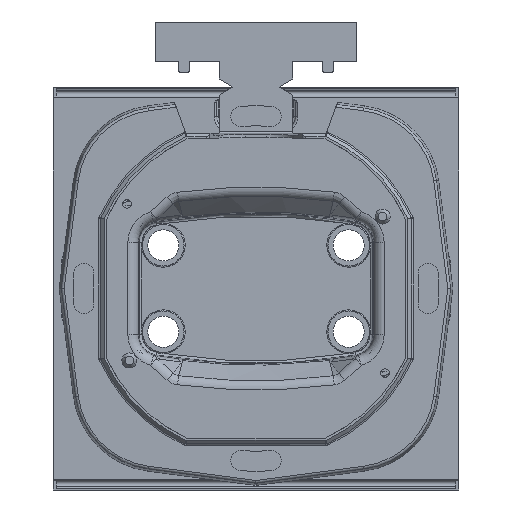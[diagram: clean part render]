
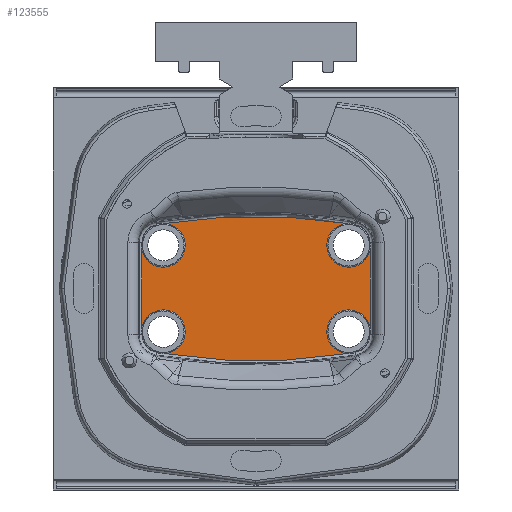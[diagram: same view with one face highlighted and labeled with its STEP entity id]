
A CAD part, front view. The second image highlights one B-rep face of the part: STEP entity #123555.
In plain terms, the highlighted planar face has unit normal (0, -1, 0).
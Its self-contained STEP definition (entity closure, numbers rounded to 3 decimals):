
#99558=CARTESIAN_POINT('',(-16.1,10.4,-7.5));
#99559=DIRECTION('',(0.,1.,0.));
#99560=DIRECTION('',(-0.978,0.,0.21));
#99561=AXIS2_PLACEMENT_3D('',#99558,#99559,#99560);
#99590=DIRECTION('',(0.,0.,1.));
#99591=VECTOR('',#99590,13.407);
#99592=CARTESIAN_POINT('',(-19.816,10.4,-6.704));
#99593=LINE('42681',#99592,#99591);
#99597=CARTESIAN_POINT('',(0.,10.4,-88.34));
#99598=DIRECTION('',(0.,1.,0.));
#99599=DIRECTION('',(-0.158,0.,0.987));
#99600=AXIS2_PLACEMENT_3D('',#99597,#99598,#99599);
#99605=DIRECTION('',(0.,0.,-1.));
#99606=VECTOR('',#99605,13.407);
#99607=CARTESIAN_POINT('',(19.816,10.4,6.704));
#99608=LINE('42840',#99607,#99606);
#99612=CARTESIAN_POINT('',(0.,10.4,88.34));
#99613=DIRECTION('',(0.,1.,0.));
#99614=DIRECTION('',(0.158,0.,-0.987));
#99615=AXIS2_PLACEMENT_3D('',#99612,#99613,#99614);
#99738=CARTESIAN_POINT('',(-15.95,10.4,-11.297));
#99774=CARTESIAN_POINT('',(16.1,10.4,-7.5));
#99775=DIRECTION('',(0.,1.,0.));
#99776=DIRECTION('',(-0.039,0.,-0.999));
#99777=AXIS2_PLACEMENT_3D('',#99774,#99775,#99776);
#99910=CARTESIAN_POINT('',(19.816,10.4,-6.704));
#99915=CARTESIAN_POINT('',(19.816,10.4,6.704));
#99961=CARTESIAN_POINT('',(16.1,10.4,7.5));
#99962=DIRECTION('',(0.,1.,0.));
#99963=DIRECTION('',(0.978,0.,-0.21));
#99964=AXIS2_PLACEMENT_3D('',#99961,#99962,#99963);
#99995=CARTESIAN_POINT('',(15.95,10.4,11.297));
#100000=CARTESIAN_POINT('',(-15.95,10.4,11.297));
#100031=CARTESIAN_POINT('',(-16.1,10.4,7.5));
#100032=DIRECTION('',(0.,1.,0.));
#100033=DIRECTION('',(0.039,0.,0.999));
#100034=AXIS2_PLACEMENT_3D('',#100031,#100032,#100033);
#100150=CARTESIAN_POINT('',(-19.816,10.4,-6.704));
#114535=VERTEX_POINT('',#100150);
#114548=VERTEX_POINT('',#99738);
#114550=CARTESIAN_POINT('',(15.95,10.4,-11.297));
#114551=VERTEX_POINT('',#114550);
#114552=CARTESIAN_POINT('',(-19.816,10.4,6.704));
#114553=VERTEX_POINT('',#114552);
#114567=VERTEX_POINT('',#99910);
#114569=VERTEX_POINT('',#99915);
#114582=VERTEX_POINT('',#99995);
#114586=VERTEX_POINT('',#100000);
#123533=CARTESIAN_POINT('',(0.,10.4,-5.));
#123534=DIRECTION('',(0.,1.,0.));
#123535=DIRECTION('',(0.,0.,-1.));
#123536=AXIS2_PLACEMENT_3D('',#123533,#123534,#123535);
#123537=PLANE('41047',#123536);
#123538=ORIENTED_EDGE('42692',*,*,#123496,.F.);
#123540=ORIENTED_EDGE('42681',*,*,#123539,.T.);
#123542=ORIENTED_EDGE('42875',*,*,#123541,.F.);
#123544=ORIENTED_EDGE('42838',*,*,#123543,.T.);
#123546=ORIENTED_EDGE('42874',*,*,#123545,.F.);
#123548=ORIENTED_EDGE('42840',*,*,#123547,.T.);
#123550=ORIENTED_EDGE('42873',*,*,#123549,.F.);
#123552=ORIENTED_EDGE('42679',*,*,#123551,.T.);
#123553=EDGE_LOOP('41047',(#123538,#123540,#123542,#123544,#123546,#123548,
#123550,#123552));
#123554=FACE_OUTER_BOUND('41047',#123553,.F.);
#123555=ADVANCED_FACE('41047',(#123554),#123537,.F.);
#99562=CIRCLE('42692',#99561,3.8);
#99601=CIRCLE('42838',#99600,100.906);
#99616=CIRCLE('42679',#99615,100.906);
#99778=CIRCLE('42873',#99777,3.8);
#99965=CIRCLE('42874',#99964,3.8);
#100035=CIRCLE('42875',#100034,3.8);
#123496=EDGE_CURVE('42692',#114535,#114548,#99562,.T.);
#123539=EDGE_CURVE('42681',#114535,#114553,#99593,.T.);
#123541=EDGE_CURVE('42875',#114586,#114553,#100035,.T.);
#123543=EDGE_CURVE('42838',#114586,#114582,#99601,.T.);
#123545=EDGE_CURVE('42874',#114569,#114582,#99965,.T.);
#123547=EDGE_CURVE('42840',#114569,#114567,#99608,.T.);
#123549=EDGE_CURVE('42873',#114551,#114567,#99778,.T.);
#123551=EDGE_CURVE('42679',#114551,#114548,#99616,.T.);
